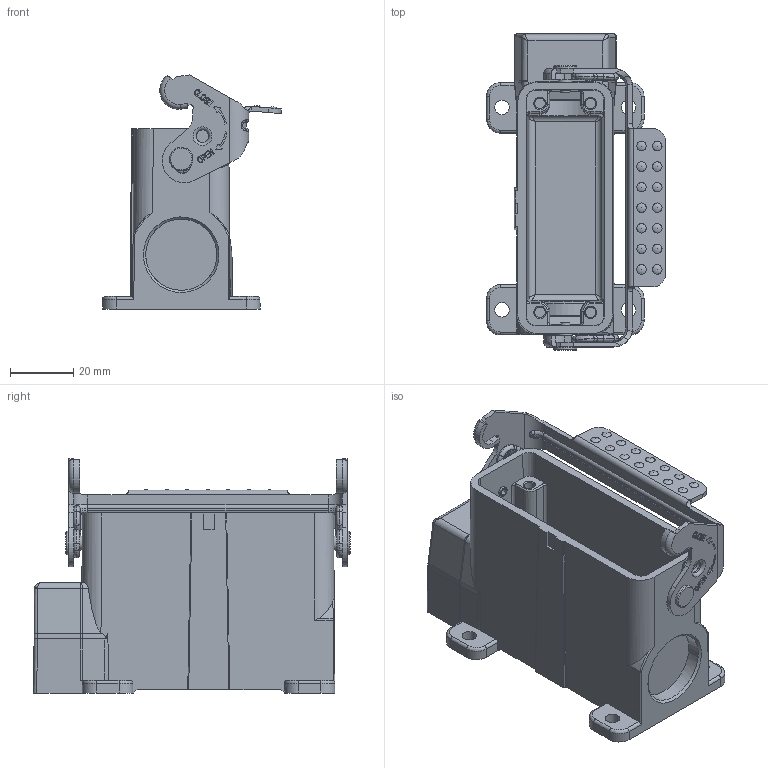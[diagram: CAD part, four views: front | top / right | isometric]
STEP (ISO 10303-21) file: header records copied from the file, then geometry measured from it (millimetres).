
FILE_DESCRIPTION(/* description */ (''),/* implementation_level */ '2;1');
FILE_NAME(/* name */ 'H16A-SF-1L-XXX.stp',/* time_stamp */ '2023-05-19T15:23:41+08:00',/* author */ (''),/* organization */ (''),/* preprocessor_version */ 'ST-DEVELOPER v16',/* originating_system */ 'SIEMENS PLM Software NX 10.0',/* authorisation */ '');
FILE_SCHEMA (('AUTOMOTIVE_DESIGN { 1 0 10303 214 3 1 1 1 }'));
Length unit declared in the file: millimetre
Products named in the file (1): Admi1CD47FF0fngt
Bounding box: 56.58 x 100.09 x 74.06 mm (x, y, z)
Volume: 63168.3 mm3; surface area: 38349.7 mm2
Topology: 1 solids, 1 shells, 856 faces, 2203 edges, 1385 vertices
Faces by surface type: plane 346, cylinder 279, torus 112, bspline 77, cone 22, extrusion 20
Full cylindrical faces by diameter (mm): 2.2 x16, 3 x2, 3.3 x4, 4 x2, 4.4 x2, 4.6 x4, 5 x2, 7 x2, 7.4 x2, 22.5 x1, 24 x1, 26 x1
Entity records: 31262 total; most frequent: CARTESIAN_POINT 11545, ORIENTED_EDGE 4144, DIRECTION 3876, EDGE_CURVE 2072, AXIS2_PLACEMENT_3D 1415, VERTEX_POINT 1349, VECTOR 1046, LINE 1026
